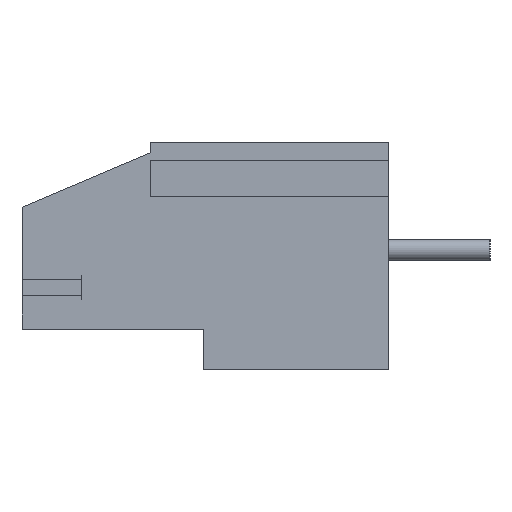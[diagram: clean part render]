
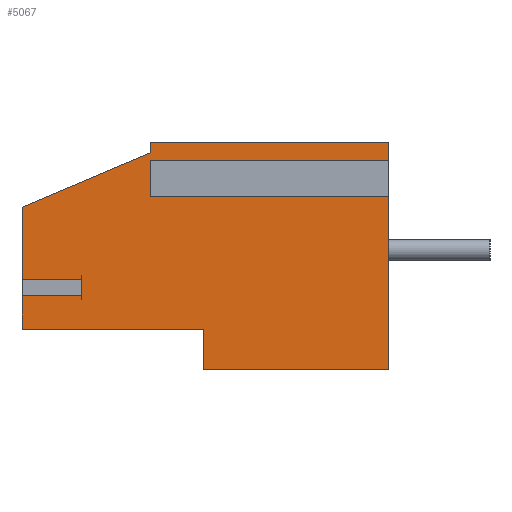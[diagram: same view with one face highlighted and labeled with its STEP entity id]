
A CAD part, left-side view. The second image highlights one B-rep face of the part: STEP entity #5067.
In plain terms, the highlighted planar face has unit normal (-1, 0, 0).
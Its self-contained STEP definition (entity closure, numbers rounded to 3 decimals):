
#643=FACE_OUTER_BOUND('',#966,.T.);
#966=EDGE_LOOP('',(#4447,#4448,#4449,#4450,#4451,#4452,#4453,#4454,#4455,
#4456,#4457,#4458,#4459,#4460,#4461,#4462));
#983=LINE('',#6747,#1561);
#988=LINE('',#6758,#1566);
#990=LINE('',#6761,#1568);
#991=LINE('',#6764,#1569);
#999=LINE('',#6779,#1577);
#1020=LINE('',#6845,#1598);
#1026=LINE('',#6857,#1604);
#1029=LINE('',#6862,#1607);
#1489=LINE('',#7963,#2067);
#1491=LINE('',#7966,#2069);
#1493=LINE('',#7970,#2071);
#1507=LINE('',#8004,#2085);
#1543=LINE('',#8067,#2121);
#1554=LINE('',#8100,#2132);
#1555=LINE('',#8101,#2133);
#1556=LINE('',#8102,#2134);
#1561=VECTOR('',#5453,10.);
#1566=VECTOR('',#5462,10.);
#1568=VECTOR('',#5466,10.);
#1569=VECTOR('',#5469,10.);
#1577=VECTOR('',#5477,10.);
#1598=VECTOR('',#5532,10.);
#1604=VECTOR('',#5540,10.);
#1607=VECTOR('',#5547,10.);
#2067=VECTOR('',#6597,10.);
#2069=VECTOR('',#6601,10.);
#2071=VECTOR('',#6605,10.);
#2085=VECTOR('',#6637,10.);
#2121=VECTOR('',#6693,10.);
#2132=VECTOR('',#6730,10.);
#2133=VECTOR('',#6731,10.);
#2134=VECTOR('',#6732,10.);
#2137=VERTEX_POINT('',#6741);
#2139=VERTEX_POINT('',#6745);
#2142=VERTEX_POINT('',#6755);
#2143=VERTEX_POINT('',#6757);
#2144=VERTEX_POINT('',#6763);
#2151=VERTEX_POINT('',#6777);
#2177=VERTEX_POINT('',#6841);
#2179=VERTEX_POINT('',#6844);
#2182=VERTEX_POINT('',#6851);
#2184=VERTEX_POINT('',#6855);
#2529=VERTEX_POINT('',#7960);
#2530=VERTEX_POINT('',#7962);
#2531=VERTEX_POINT('',#7968);
#2542=VERTEX_POINT('',#8002);
#2559=VERTEX_POINT('',#8066);
#2568=VERTEX_POINT('',#8099);
#2572=EDGE_CURVE('',#2137,#2139,#983,.T.);
#2577=EDGE_CURVE('',#2143,#2142,#988,.T.);
#2579=EDGE_CURVE('',#2139,#2143,#990,.T.);
#2580=EDGE_CURVE('',#2137,#2144,#991,.T.);
#2588=EDGE_CURVE('',#2151,#2142,#999,.T.);
#2620=EDGE_CURVE('',#2179,#2177,#1020,.T.);
#2626=EDGE_CURVE('',#2182,#2184,#1026,.T.);
#2629=EDGE_CURVE('',#2177,#2182,#1029,.T.);
#3149=EDGE_CURVE('',#2530,#2529,#1489,.T.);
#3151=EDGE_CURVE('',#2529,#2144,#1491,.T.);
#3153=EDGE_CURVE('',#2151,#2531,#1493,.T.);
#3169=EDGE_CURVE('',#2531,#2542,#1507,.T.);
#3205=EDGE_CURVE('',#2559,#2530,#1543,.T.);
#3220=EDGE_CURVE('',#2568,#2542,#1554,.T.);
#3221=EDGE_CURVE('',#2179,#2568,#1555,.T.);
#3222=EDGE_CURVE('',#2559,#2184,#1556,.T.);
#4447=ORIENTED_EDGE('',*,*,#2577,.T.);
#4448=ORIENTED_EDGE('',*,*,#2588,.F.);
#4449=ORIENTED_EDGE('',*,*,#3153,.T.);
#4450=ORIENTED_EDGE('',*,*,#3169,.T.);
#4451=ORIENTED_EDGE('',*,*,#3220,.F.);
#4452=ORIENTED_EDGE('',*,*,#3221,.F.);
#4453=ORIENTED_EDGE('',*,*,#2620,.T.);
#4454=ORIENTED_EDGE('',*,*,#2629,.T.);
#4455=ORIENTED_EDGE('',*,*,#2626,.T.);
#4456=ORIENTED_EDGE('',*,*,#3222,.F.);
#4457=ORIENTED_EDGE('',*,*,#3205,.T.);
#4458=ORIENTED_EDGE('',*,*,#3149,.T.);
#4459=ORIENTED_EDGE('',*,*,#3151,.T.);
#4460=ORIENTED_EDGE('',*,*,#2580,.F.);
#4461=ORIENTED_EDGE('',*,*,#2572,.T.);
#4462=ORIENTED_EDGE('',*,*,#2579,.T.);
#4788=PLANE('',#5443);
#5067=ADVANCED_FACE('',(#643),#4788,.T.);
#5443=AXIS2_PLACEMENT_3D('',#8098,#6728,#6729);
#5453=DIRECTION('',(0.,-1.,0.));
#5462=DIRECTION('',(0.,1.,0.));
#5466=DIRECTION('',(0.,0.,-1.));
#5469=DIRECTION('',(0.,0.,1.));
#5477=DIRECTION('',(0.,0.,1.));
#5532=DIRECTION('',(0.,1.,0.));
#5540=DIRECTION('',(0.,-1.,0.));
#5547=DIRECTION('',(0.,0.,1.));
#6597=DIRECTION('',(0.,0.,-1.));
#6601=DIRECTION('',(0.,0.92,-0.391));
#6605=DIRECTION('',(0.,-1.,0.));
#6637=DIRECTION('',(0.,0.,-1.));
#6693=DIRECTION('',(0.,1.,0.));
#6728=DIRECTION('center_axis',(-1.,0.,0.));
#6729=DIRECTION('ref_axis',(0.,0.,1.));
#6730=DIRECTION('',(0.,1.,0.));
#6731=DIRECTION('',(0.,0.,-1.));
#6732=DIRECTION('',(0.,0.,-1.));
#6741=CARTESIAN_POINT('',(-2.65,18.,-1.45));
#6745=CARTESIAN_POINT('',(-2.65,15.1,-1.45));
#6747=CARTESIAN_POINT('',(-2.65,9.,-1.45));
#6755=CARTESIAN_POINT('',(-2.65,18.,-2.25));
#6757=CARTESIAN_POINT('',(-2.65,15.1,-2.25));
#6758=CARTESIAN_POINT('',(-2.65,9.,-2.25));
#6761=CARTESIAN_POINT('',(-2.65,15.1,-3.875));
#6763=CARTESIAN_POINT('',(-2.65,18.,2.1));
#6764=CARTESIAN_POINT('',(-2.65,18.,5.3));
#6777=CARTESIAN_POINT('',(-2.65,18.,-3.9));
#6779=CARTESIAN_POINT('',(-2.65,18.,5.3));
#6841=CARTESIAN_POINT('',(-2.65,11.7,3.1));
#6844=CARTESIAN_POINT('',(-2.65,0.,3.1));
#6845=CARTESIAN_POINT('',(-2.65,0.,3.1));
#6851=CARTESIAN_POINT('',(-2.65,11.7,3.9));
#6855=CARTESIAN_POINT('',(-2.65,0.,3.9));
#6857=CARTESIAN_POINT('',(-2.65,0.,3.9));
#6862=CARTESIAN_POINT('',(-2.65,11.7,-1.2));
#7960=CARTESIAN_POINT('',(-2.65,11.7,4.78));
#7962=CARTESIAN_POINT('',(-2.65,11.7,5.3));
#7963=CARTESIAN_POINT('',(-2.65,11.7,-0.56));
#7966=CARTESIAN_POINT('',(-2.65,11.82,4.729));
#7968=CARTESIAN_POINT('',(-2.65,9.1,-3.9));
#7970=CARTESIAN_POINT('',(-2.65,4.55,-3.9));
#8002=CARTESIAN_POINT('',(-2.65,9.1,-5.9));
#8004=CARTESIAN_POINT('',(-2.65,9.1,-5.9));
#8066=CARTESIAN_POINT('',(-2.65,0.,5.3));
#8067=CARTESIAN_POINT('',(-2.65,0.,5.3));
#8098=CARTESIAN_POINT('Origin',(-2.65,0.,-5.9));
#8099=CARTESIAN_POINT('',(-2.65,0.,-5.9));
#8100=CARTESIAN_POINT('',(-2.65,0.,-5.9));
#8101=CARTESIAN_POINT('',(-2.65,0.,5.3));
#8102=CARTESIAN_POINT('',(-2.65,0.,5.3));
